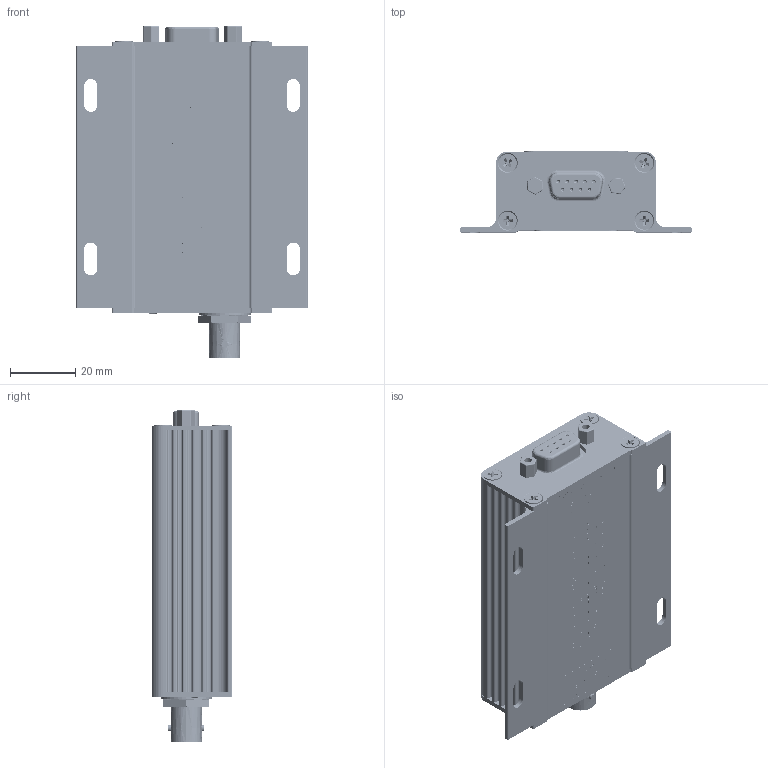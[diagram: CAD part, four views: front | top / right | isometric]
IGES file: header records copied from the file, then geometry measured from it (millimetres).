
Start section: SolidWorks IGES file using analytic representation for surfaces
Global section: file name: 102985-000 - SALES ASSY SV-ADSB-472_solid_model.IGS; native system: SolidWorks 2017; preprocessor: SolidWorks 2017; author: dweber; date: 180309.113314; units: inch
Bounding box: 70.8 x 24.7 x 101.57 mm (x, y, z)
Surface area: 58289.9 mm2 (no closed solid volume)
Topology: 0 solids, 0 shells, 6597 faces, 69775 edges, 69764 vertices
Faces by surface type: bspline 6054, revolution 543
